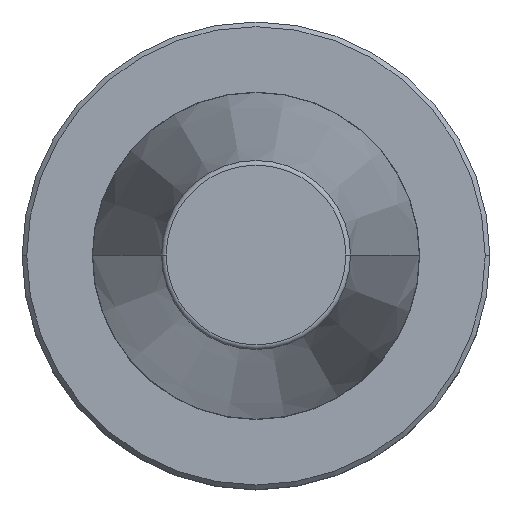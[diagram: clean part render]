
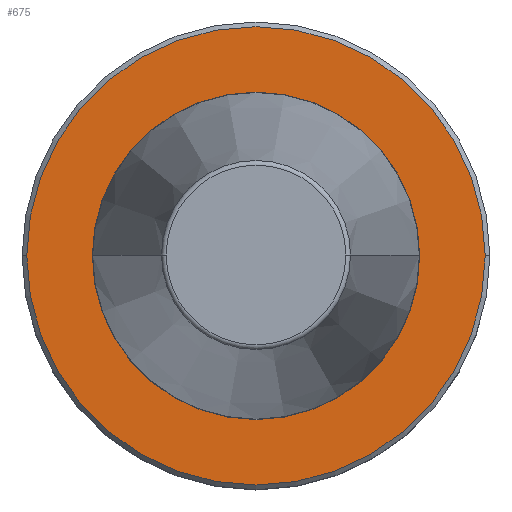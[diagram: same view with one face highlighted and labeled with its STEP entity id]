
A CAD part, top view. The second image highlights one B-rep face of the part: STEP entity #675.
In plain terms, the highlighted planar face has unit normal (0, 0, 1).
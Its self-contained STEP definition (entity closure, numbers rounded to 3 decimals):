
#23 = AXIS2_PLACEMENT_3D ( 'NONE', #822, #981, #268 ) ;
#33 = EDGE_CURVE ( 'NONE', #759, #442, #955, .T. ) ;
#36 = DIRECTION ( 'NONE',  ( 1., 0., 0. ) ) ;
#56 = CIRCLE ( 'NONE', #290, 49. ) ;
#58 = VERTEX_POINT ( 'NONE', #662 ) ;
#128 = AXIS2_PLACEMENT_3D ( 'NONE', #156, #753, #36 ) ;
#131 = ORIENTED_EDGE ( 'NONE', *, *, #953, .F. ) ;
#156 = CARTESIAN_POINT ( 'NONE',  ( 0., 0., -3. ) ) ;
#172 = CARTESIAN_POINT ( 'NONE',  ( 0., 0., -3. ) ) ;
#223 = ORIENTED_EDGE ( 'NONE', *, *, #623, .F. ) ;
#225 = CARTESIAN_POINT ( 'NONE',  ( 49., 0., -3. ) ) ;
#231 = AXIS2_PLACEMENT_3D ( 'NONE', #571, #899, #840 ) ;
#248 = CARTESIAN_POINT ( 'NONE',  ( 0., 0., -3. ) ) ;
#258 = CIRCLE ( 'NONE', #304, 35. ) ;
#268 = DIRECTION ( 'NONE',  ( 1., 0., 0. ) ) ;
#290 = AXIS2_PLACEMENT_3D ( 'NONE', #248, #795, #332 ) ;
#304 = AXIS2_PLACEMENT_3D ( 'NONE', #172, #802, #889 ) ;
#332 = DIRECTION ( 'NONE',  ( 1., 0., 0. ) ) ;
#400 = VERTEX_POINT ( 'NONE', #449 ) ;
#416 = FACE_BOUND ( 'NONE', #469, .T. ) ;
#442 = VERTEX_POINT ( 'NONE', #225 ) ;
#449 = CARTESIAN_POINT ( 'NONE',  ( -35., 0., -3. ) ) ;
#469 = EDGE_LOOP ( 'NONE', ( #131, #223 ) ) ;
#482 = ORIENTED_EDGE ( 'NONE', *, *, #33, .T. ) ;
#571 = CARTESIAN_POINT ( 'NONE',  ( 0., 35., -3. ) ) ;
#623 = EDGE_CURVE ( 'NONE', #400, #58, #749, .T. ) ;
#662 = CARTESIAN_POINT ( 'NONE',  ( 35., 0., -3. ) ) ;
#675 = ADVANCED_FACE ( 'NONE', ( #416, #890 ), #755, .F. ) ;
#749 = CIRCLE ( 'NONE', #128, 35. ) ;
#751 = EDGE_LOOP ( 'NONE', ( #482, #913 ) ) ;
#753 = DIRECTION ( 'NONE',  ( 0., 0., 1. ) ) ;
#755 = PLANE ( 'NONE',  #231 ) ;
#759 = VERTEX_POINT ( 'NONE', #961 ) ;
#795 = DIRECTION ( 'NONE',  ( 0., 0., 1. ) ) ;
#802 = DIRECTION ( 'NONE',  ( 0., 0., 1. ) ) ;
#822 = CARTESIAN_POINT ( 'NONE',  ( 0., 0., -3. ) ) ;
#840 = DIRECTION ( 'NONE',  ( -1., 0., 0. ) ) ;
#889 = DIRECTION ( 'NONE',  ( 1., 0., 0. ) ) ;
#890 = FACE_OUTER_BOUND ( 'NONE', #751, .T. ) ;
#899 = DIRECTION ( 'NONE',  ( 0., 0., -1. ) ) ;
#913 = ORIENTED_EDGE ( 'NONE', *, *, #951, .T. ) ;
#951 = EDGE_CURVE ( 'NONE', #442, #759, #56, .T. ) ;
#953 = EDGE_CURVE ( 'NONE', #58, #400, #258, .T. ) ;
#955 = CIRCLE ( 'NONE', #23, 49. ) ;
#961 = CARTESIAN_POINT ( 'NONE',  ( -49., 0., -3. ) ) ;
#981 = DIRECTION ( 'NONE',  ( 0., 0., 1. ) ) ;
